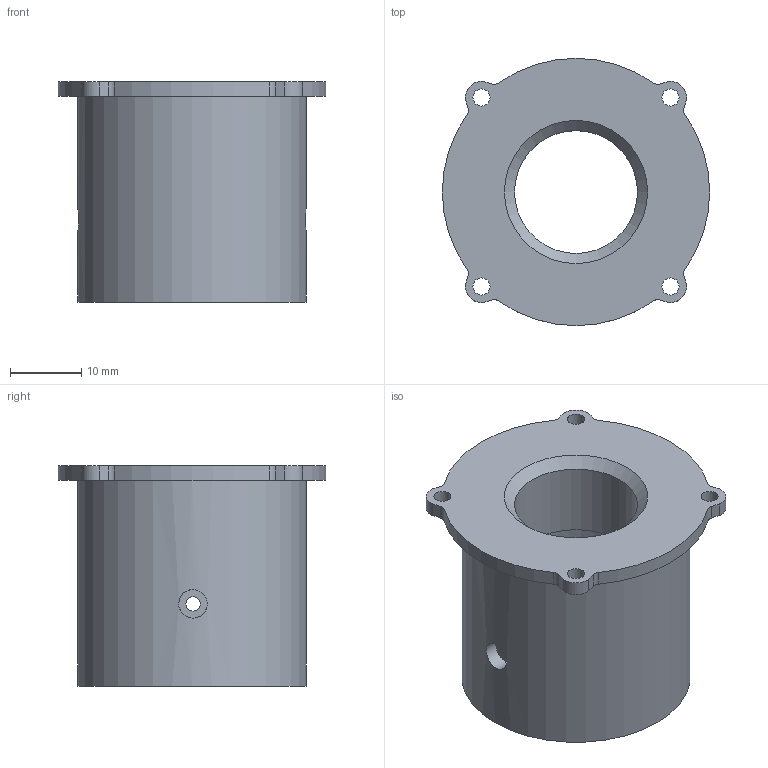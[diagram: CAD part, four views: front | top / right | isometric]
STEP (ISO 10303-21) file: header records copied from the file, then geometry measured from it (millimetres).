
FILE_DESCRIPTION(/* description */ (''),/* implementation_level */ '2;1');
FILE_NAME(/* name */ 'nvg_camera_housing_v2.step',/* time_stamp */ '2026-01-22T12:23:54+01:00',/* author */ (''),/* organization */ (''),/* preprocessor_version */ 'ST-DEVELOPER v20.1',/* originating_system */ 'Autodesk Translation Framework v14.17.0.0',/* authorisation */ '');
FILE_SCHEMA (('AUTOMOTIVE_DESIGN { 1 0 10303 214 3 1 1 }'));
Length unit declared in the file: millimetre
Products named in the file (2): 2025-08-15-18-23-08-638; 2025-08-26-15-16-28-211
Assembly tree (1 placements, depth 2):
  2025-08-15-18-23-08-638
    2025-08-26-15-16-28-211
Bounding box: 37.4 x 37.4 x 30.8 mm (x, y, z)
Volume: 14308.9 mm3; surface area: 7176.5 mm2
Topology: 1 solids, 1 shells, 81 faces, 228 edges, 152 vertices
Faces by surface type: cylinder 56, plane 24, cone 1
Full cylindrical faces by diameter (mm): 2 x2, 2.4 x4, 4 x2, 17.2 x1, 32 x1
Entity records: 2825 total; most frequent: CARTESIAN_POINT 538, DIRECTION 502, ORIENTED_EDGE 456, EDGE_CURVE 228, AXIS2_PLACEMENT_3D 195, VERTEX_POINT 152, LINE 112, VECTOR 112
